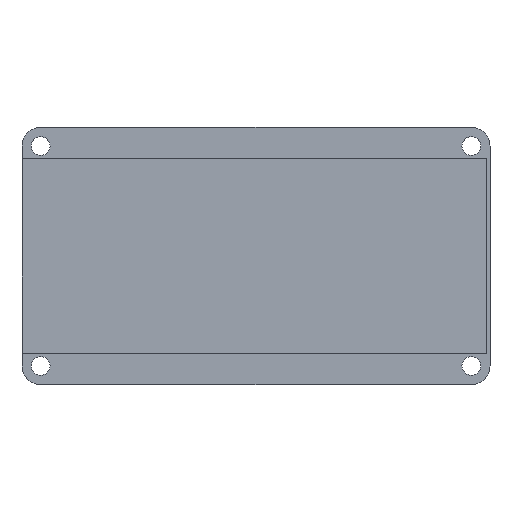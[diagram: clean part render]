
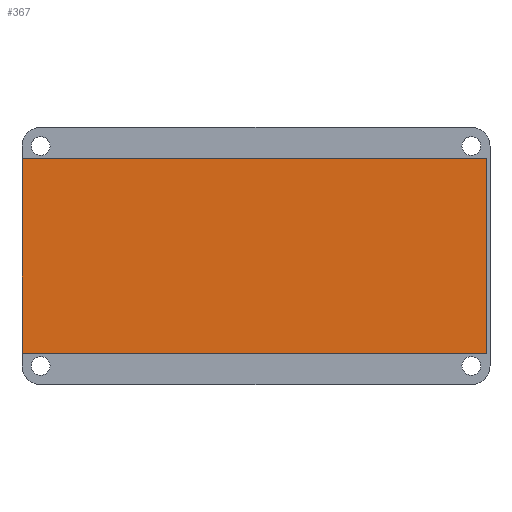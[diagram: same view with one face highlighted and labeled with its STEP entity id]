
A CAD part, top view. The second image highlights one B-rep face of the part: STEP entity #367.
In plain terms, the highlighted planar face has unit normal (0, 0, 1).
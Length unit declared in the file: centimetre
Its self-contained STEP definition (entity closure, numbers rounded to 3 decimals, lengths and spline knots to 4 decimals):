
#35=PLANE('',#418);
#55=FACE_OUTER_BOUND('',#83,.T.);
#83=EDGE_LOOP('',(#333,#334,#335,#336));
#107=LINE('',#608,#139);
#110=LINE('',#614,#142);
#113=LINE('',#620,#145);
#116=LINE('',#624,#148);
#139=VECTOR('',#506,1.);
#142=VECTOR('',#511,1.);
#145=VECTOR('',#516,1.);
#148=VECTOR('',#521,1.);
#191=VERTEX_POINT('',#605);
#192=VERTEX_POINT('',#607);
#194=VERTEX_POINT('',#613);
#196=VERTEX_POINT('',#619);
#235=EDGE_CURVE('',#192,#191,#107,.T.);
#238=EDGE_CURVE('',#194,#192,#110,.T.);
#241=EDGE_CURVE('',#196,#194,#113,.T.);
#244=EDGE_CURVE('',#191,#196,#116,.T.);
#333=ORIENTED_EDGE('',*,*,#244,.T.);
#334=ORIENTED_EDGE('',*,*,#241,.T.);
#335=ORIENTED_EDGE('',*,*,#238,.T.);
#336=ORIENTED_EDGE('',*,*,#235,.T.);
#367=ADVANCED_FACE('',(#55),#35,.T.);
#418=AXIS2_PLACEMENT_3D('',#625,#522,#523);
#506=DIRECTION('',(1.,0.,0.));
#511=DIRECTION('',(0.,-1.,0.));
#516=DIRECTION('',(-1.,0.,0.));
#521=DIRECTION('',(0.,1.,0.));
#522=DIRECTION('center_axis',(0.,0.,1.));
#523=DIRECTION('ref_axis',(1.,0.,0.));
#605=CARTESIAN_POINT('',(5.04,0.341,0.94));
#607=CARTESIAN_POINT('',(0.,0.341,0.94));
#608=CARTESIAN_POINT('',(2.52,0.341,0.94));
#613=CARTESIAN_POINT('',(0.,2.451,0.94));
#614=CARTESIAN_POINT('',(0.,0.341,0.94));
#619=CARTESIAN_POINT('',(5.04,2.451,0.94));
#620=CARTESIAN_POINT('',(2.52,2.451,0.94));
#624=CARTESIAN_POINT('',(5.04,2.451,0.94));
#625=CARTESIAN_POINT('Origin',(2.52,1.396,0.94));
